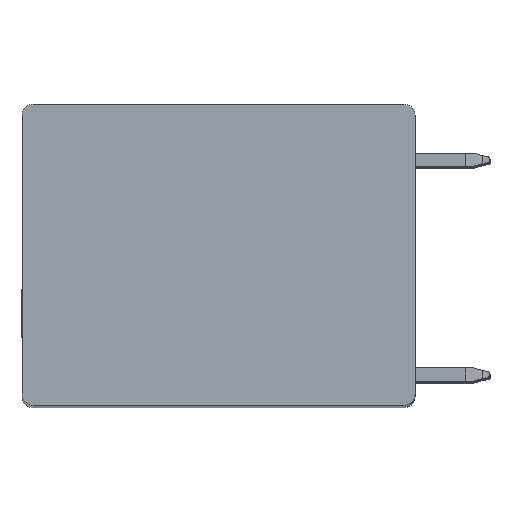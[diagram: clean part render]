
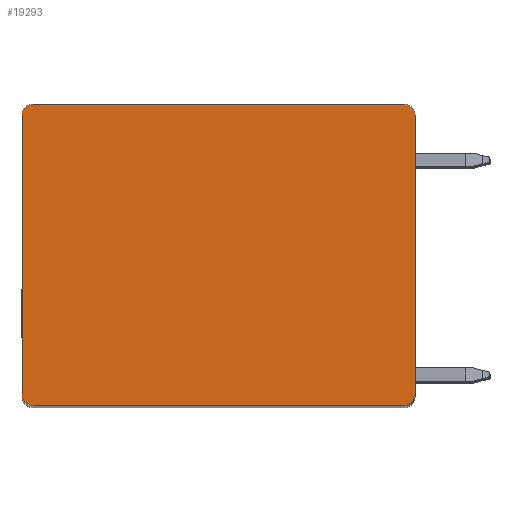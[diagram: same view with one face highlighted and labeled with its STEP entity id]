
A CAD part, top view. The second image highlights one B-rep face of the part: STEP entity #19293.
In plain terms, the highlighted planar face has unit normal (0, 0, 1).
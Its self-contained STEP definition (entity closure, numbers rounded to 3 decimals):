
#5105=CARTESIAN_POINT('',(-11.375,8.55,80.55));
#5106=DIRECTION('',(0.,0.,1.));
#5107=DIRECTION('',(0.,1.,0.));
#5108=AXIS2_PLACEMENT_3D('',#5105,#5106,#5107);
#5110=DIRECTION('',(-1.,0.,0.));
#5111=VECTOR('',#5110,22.75);
#5112=CARTESIAN_POINT('',(11.375,9.25,80.55));
#5113=LINE('',#5112,#5111);
#5114=CARTESIAN_POINT('',(11.375,8.55,80.55));
#5115=DIRECTION('',(0.,0.,1.));
#5116=DIRECTION('',(1.,0.,0.));
#5117=AXIS2_PLACEMENT_3D('',#5114,#5115,#5116);
#5119=DIRECTION('',(0.,1.,0.));
#5120=VECTOR('',#5119,17.1);
#5121=CARTESIAN_POINT('',(12.075,-8.55,80.55));
#5122=LINE('',#5121,#5120);
#5123=CARTESIAN_POINT('',(11.375,-8.55,80.55));
#5124=DIRECTION('',(0.,0.,1.));
#5125=DIRECTION('',(0.,-1.,0.));
#5126=AXIS2_PLACEMENT_3D('',#5123,#5124,#5125);
#5128=DIRECTION('',(1.,0.,0.));
#5129=VECTOR('',#5128,22.75);
#5130=CARTESIAN_POINT('',(-11.375,-9.25,80.55));
#5131=LINE('',#5130,#5129);
#5132=CARTESIAN_POINT('',(-11.375,-8.55,80.55));
#5133=DIRECTION('',(0.,0.,1.));
#5134=DIRECTION('',(-1.,0.,0.));
#5135=AXIS2_PLACEMENT_3D('',#5132,#5133,#5134);
#5137=DIRECTION('',(0.,-1.,0.));
#5138=VECTOR('',#5137,17.1);
#5139=CARTESIAN_POINT('',(-12.075,8.55,80.55));
#5140=LINE('',#5139,#5138);
#10323=CARTESIAN_POINT('',(-11.375,9.25,80.55));
#10324=CARTESIAN_POINT('',(-12.075,8.55,80.55));
#10325=VERTEX_POINT('',#10323);
#10326=VERTEX_POINT('',#10324);
#10331=CARTESIAN_POINT('',(12.075,8.55,80.55));
#10332=VERTEX_POINT('',#10331);
#10333=CARTESIAN_POINT('',(11.375,9.25,80.55));
#10334=VERTEX_POINT('',#10333);
#10339=CARTESIAN_POINT('',(11.375,-9.25,80.55));
#10340=VERTEX_POINT('',#10339);
#10341=CARTESIAN_POINT('',(12.075,-8.55,80.55));
#10342=VERTEX_POINT('',#10341);
#10347=CARTESIAN_POINT('',(-12.075,-8.55,80.55));
#10348=VERTEX_POINT('',#10347);
#10349=CARTESIAN_POINT('',(-11.375,-9.25,80.55));
#10350=VERTEX_POINT('',#10349);
#19278=CARTESIAN_POINT('',(0.,0.,80.55));
#19279=DIRECTION('',(0.,0.,1.));
#19280=DIRECTION('',(1.,0.,0.));
#19281=AXIS2_PLACEMENT_3D('',#19278,#19279,#19280);
#19282=PLANE('',#19281);
#19283=ORIENTED_EDGE('',*,*,#12812,.F.);
#19284=ORIENTED_EDGE('',*,*,#13474,.F.);
#19285=ORIENTED_EDGE('',*,*,#15683,.F.);
#19286=ORIENTED_EDGE('',*,*,#15698,.F.);
#19287=ORIENTED_EDGE('',*,*,#18923,.F.);
#19288=ORIENTED_EDGE('',*,*,#18938,.F.);
#19289=ORIENTED_EDGE('',*,*,#18951,.F.);
#19290=ORIENTED_EDGE('',*,*,#18963,.F.);
#19291=EDGE_LOOP('',(#19283,#19284,#19285,#19286,#19287,#19288,#19289,#19290));
#19292=FACE_OUTER_BOUND('',#19291,.F.);
#5109=CIRCLE('',#5108,0.7);
#5118=CIRCLE('',#5117,0.7);
#5127=CIRCLE('',#5126,0.7);
#5136=CIRCLE('',#5135,0.7);
#12812=EDGE_CURVE('',#10325,#10326,#5109,.T.);
#13474=EDGE_CURVE('',#10334,#10325,#5113,.T.);
#15683=EDGE_CURVE('',#10332,#10334,#5118,.T.);
#15698=EDGE_CURVE('',#10342,#10332,#5122,.T.);
#18923=EDGE_CURVE('',#10340,#10342,#5127,.T.);
#18938=EDGE_CURVE('',#10350,#10340,#5131,.T.);
#18951=EDGE_CURVE('',#10348,#10350,#5136,.T.);
#18963=EDGE_CURVE('',#10326,#10348,#5140,.T.);
#19293=ADVANCED_FACE('',(#19292),#19282,.T.);
